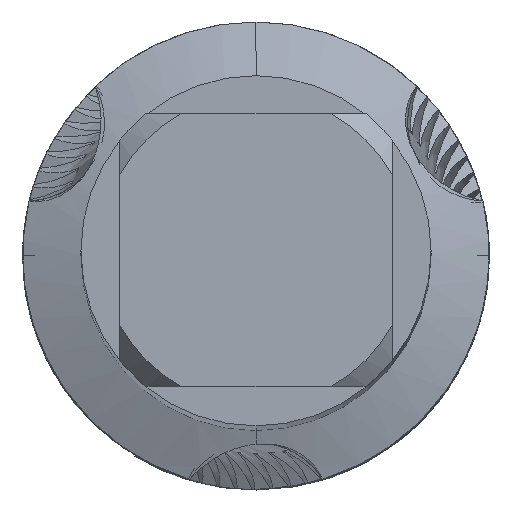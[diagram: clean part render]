
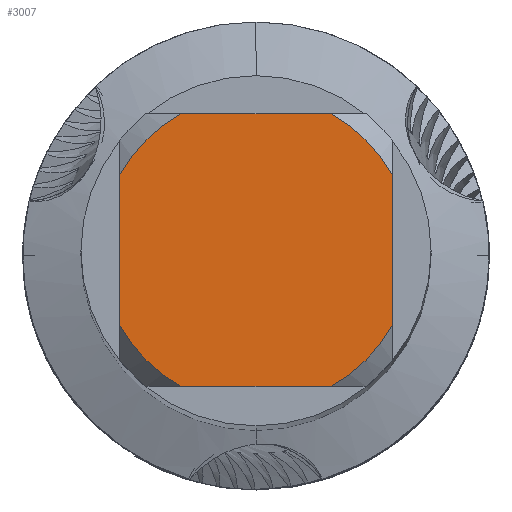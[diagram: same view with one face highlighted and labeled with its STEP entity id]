
A CAD part, top view. The second image highlights one B-rep face of the part: STEP entity #3007.
In plain terms, the highlighted planar face has unit normal (0, 0, 1).
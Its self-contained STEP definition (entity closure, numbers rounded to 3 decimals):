
#1847=VERTEX_POINT('',#5418);
#2607=EDGE_CURVE('',#4189,#3809,#6243,.T.);
#2759=VERTEX_POINT('',#6414);
#2979=VERTEX_POINT('',#6659);
#3007=ADVANCED_FACE('',(#6689),#6690,.T.);
#3389=EDGE_CURVE('',#5333,#1847,#7105,.T.);
#3527=EDGE_CURVE('',#2979,#4235,#7253,.T.);
#3541=EDGE_CURVE('',#4683,#3809,#7268,.T.);
#3809=VERTEX_POINT('',#7561);
#4189=VERTEX_POINT('',#7969);
#4235=VERTEX_POINT('',#8017);
#4445=EDGE_CURVE('',#4189,#1847,#8246,.T.);
#4683=VERTEX_POINT('',#8499);
#4751=EDGE_CURVE('',#5333,#4235,#8578,.T.);
#4997=EDGE_CURVE('',#2979,#2759,#8852,.T.);
#5333=VERTEX_POINT('',#9216);
#5345=EDGE_CURVE('',#4683,#2759,#9229,.T.);
#5418=CARTESIAN_POINT('',(1.936,-3.5,0.0));
#6243=CIRCLE('',#11286,4.0);
#6414=CARTESIAN_POINT('',(-1.936,3.5,0.0));
#6659=CARTESIAN_POINT('',(1.936,3.5,0.0));
#6689=FACE_OUTER_BOUND('',#12305,.T.);
#6690=PLANE('',#12306);
#7105=CIRCLE('',#13352,4.0);
#7253=CIRCLE('',#13710,4.0);
#7268=LINE('',#13731,#13732);
#7561=CARTESIAN_POINT('',(-3.5,-1.936,0.0));
#7969=CARTESIAN_POINT('',(-1.936,-3.5,0.0));
#8017=CARTESIAN_POINT('',(3.5,1.936,0.0));
#8246=LINE('',#16138,#16139);
#8499=CARTESIAN_POINT('',(-3.5,1.936,0.0));
#8578=LINE('',#16952,#16953);
#8852=LINE('',#17733,#17734);
#9216=CARTESIAN_POINT('',(3.5,-1.936,0.0));
#9229=CIRCLE('',#18757,4.0);
#11286=AXIS2_PLACEMENT_3D('',#19661,#19662,#19663);
#12305=EDGE_LOOP('',(#20200,#20201,#20202,#20203,#20204,#20205,#20206,#20207));
#12306=AXIS2_PLACEMENT_3D('',#20208,#20209,#20210);
#13352=AXIS2_PLACEMENT_3D('',#20724,#20725,#20726);
#13710=AXIS2_PLACEMENT_3D('',#20853,#20854,#20855);
#13731=CARTESIAN_POINT('',(-3.5,1.0,0.0));
#13732=VECTOR('',#20867,1.0);
#16138=CARTESIAN_POINT('',(0.0,-3.5,0.0));
#16139=VECTOR('',#21926,1.0);
#16952=CARTESIAN_POINT('',(3.5,1.0,0.0));
#16953=VECTOR('',#22274,1.0);
#17733=CARTESIAN_POINT('',(0.0,3.5,0.0));
#17734=VECTOR('',#22563,1.0);
#18757=AXIS2_PLACEMENT_3D('',#23015,#23016,#23017);
#19661=CARTESIAN_POINT('',(0.0,0.0,0.0));
#19662=DIRECTION('',(0.0,0.0,-1.0));
#19663=DIRECTION('',(0.0,1.0,0.0));
#20200=ORIENTED_EDGE('',*,*,#3541,.T.);
#20201=ORIENTED_EDGE('',*,*,#2607,.F.);
#20202=ORIENTED_EDGE('',*,*,#4445,.T.);
#20203=ORIENTED_EDGE('',*,*,#3389,.F.);
#20204=ORIENTED_EDGE('',*,*,#4751,.T.);
#20205=ORIENTED_EDGE('',*,*,#3527,.F.);
#20206=ORIENTED_EDGE('',*,*,#4997,.T.);
#20207=ORIENTED_EDGE('',*,*,#5345,.F.);
#20208=CARTESIAN_POINT('',(0.0,2.0,0.0));
#20209=DIRECTION('',(-0.0,0.0,1.0));
#20210=DIRECTION('',(0.0,-1.0,0.0));
#20724=CARTESIAN_POINT('',(0.0,0.0,0.0));
#20725=DIRECTION('',(0.0,0.0,-1.0));
#20726=DIRECTION('',(0.0,1.0,0.0));
#20853=CARTESIAN_POINT('',(0.0,0.0,0.0));
#20854=DIRECTION('',(0.0,0.0,-1.0));
#20855=DIRECTION('',(0.0,1.0,0.0));
#20867=DIRECTION('',(-0.0,-1.0,0.0));
#21926=DIRECTION('',(1.0,0.0,0.0));
#22274=DIRECTION('',(-0.0,1.0,0.0));
#22563=DIRECTION('',(-1.0,0.0,0.0));
#23015=CARTESIAN_POINT('',(0.0,0.0,0.0));
#23016=DIRECTION('',(0.0,0.0,-1.0));
#23017=DIRECTION('',(0.0,1.0,0.0));
